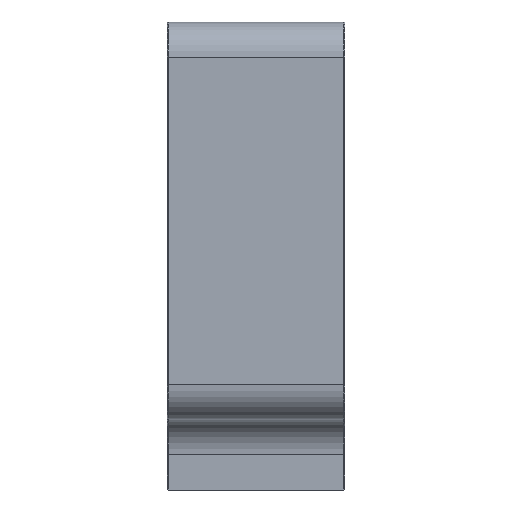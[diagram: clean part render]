
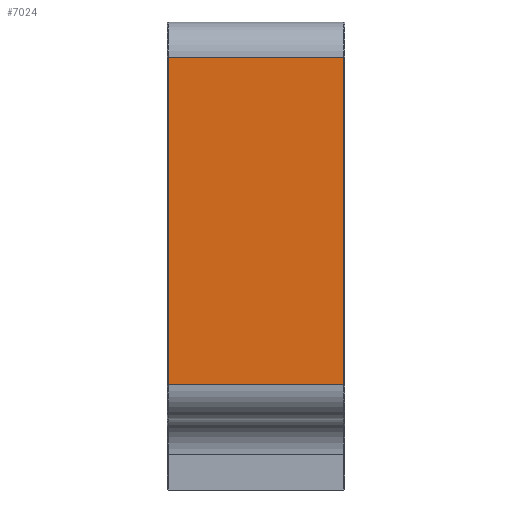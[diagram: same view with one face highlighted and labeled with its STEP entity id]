
A CAD part, left-side view. The second image highlights one B-rep face of the part: STEP entity #7024.
In plain terms, the highlighted planar face has unit normal (-1, 0, 0).
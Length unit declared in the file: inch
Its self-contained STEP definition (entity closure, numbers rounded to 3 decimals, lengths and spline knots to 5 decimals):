
#630 = VERTEX_POINT ( 'NONE', #9418 ) ;
#696 = DIRECTION ( 'NONE',  ( 0., 0., -1. ) ) ;
#790 = VERTEX_POINT ( 'NONE', #4229 ) ;
#934 = FACE_OUTER_BOUND ( 'NONE', #1946, .T. ) ;
#1875 = VERTEX_POINT ( 'NONE', #8949 ) ;
#1946 = EDGE_LOOP ( 'NONE', ( #7766, #8945, #9439, #6070 ) ) ;
#1959 = DIRECTION ( 'NONE',  ( 0., 0., 1. ) ) ;
#2149 = CARTESIAN_POINT ( 'NONE',  ( -2.45, 0.95, -1.375 ) ) ;
#2983 = CARTESIAN_POINT ( 'NONE',  ( -2.45, 0.95, -2.5 ) ) ;
#3045 = DIRECTION ( 'NONE',  ( 0., 0., -1. ) ) ;
#3618 = EDGE_CURVE ( 'NONE', #9573, #790, #3746, .T. ) ;
#3651 = DIRECTION ( 'NONE',  ( 1., 0., 0. ) ) ;
#3746 = LINE ( 'NONE', #4115, #7719 ) ;
#4115 = CARTESIAN_POINT ( 'NONE',  ( -2.45, 0.95, 2.125 ) ) ;
#4180 = CARTESIAN_POINT ( 'NONE',  ( -2.45, -0.94, -2.5 ) ) ;
#4229 = CARTESIAN_POINT ( 'NONE',  ( -2.45, 0.94, 2.125 ) ) ;
#5230 = PLANE ( 'NONE',  #7061 ) ;
#5827 = CARTESIAN_POINT ( 'NONE',  ( -2.45, -0.94, 2.125 ) ) ;
#5829 = EDGE_CURVE ( 'NONE', #790, #1875, #9276, .T. ) ;
#5831 = VECTOR ( 'NONE', #3045, 39.37008 ) ;
#5964 = LINE ( 'NONE', #4180, #6426 ) ;
#6070 = ORIENTED_EDGE ( 'NONE', *, *, #5829, .T. ) ;
#6376 = DIRECTION ( 'NONE',  ( 0., 1., 0. ) ) ;
#6426 = VECTOR ( 'NONE', #1959, 39.37008 ) ;
#6477 = EDGE_CURVE ( 'NONE', #1875, #630, #8510, .T. ) ;
#7024 = ADVANCED_FACE ( 'NONE', ( #934 ), #5230, .F. ) ;
#7061 = AXIS2_PLACEMENT_3D ( 'NONE', #2983, #3651, #696 ) ;
#7359 = DIRECTION ( 'NONE',  ( 0., -1., 0. ) ) ;
#7719 = VECTOR ( 'NONE', #6376, 39.37008 ) ;
#7766 = ORIENTED_EDGE ( 'NONE', *, *, #6477, .T. ) ;
#7778 = VECTOR ( 'NONE', #7359, 39.37008 ) ;
#8445 = CARTESIAN_POINT ( 'NONE',  ( -2.45, 0.94, -1.375 ) ) ;
#8510 = LINE ( 'NONE', #2149, #7778 ) ;
#8945 = ORIENTED_EDGE ( 'NONE', *, *, #9500, .T. ) ;
#8949 = CARTESIAN_POINT ( 'NONE',  ( -2.45, 0.94, -1.375 ) ) ;
#9276 = LINE ( 'NONE', #8445, #5831 ) ;
#9418 = CARTESIAN_POINT ( 'NONE',  ( -2.45, -0.94, -1.375 ) ) ;
#9439 = ORIENTED_EDGE ( 'NONE', *, *, #3618, .T. ) ;
#9500 = EDGE_CURVE ( 'NONE', #630, #9573, #5964, .T. ) ;
#9573 = VERTEX_POINT ( 'NONE', #5827 ) ;
